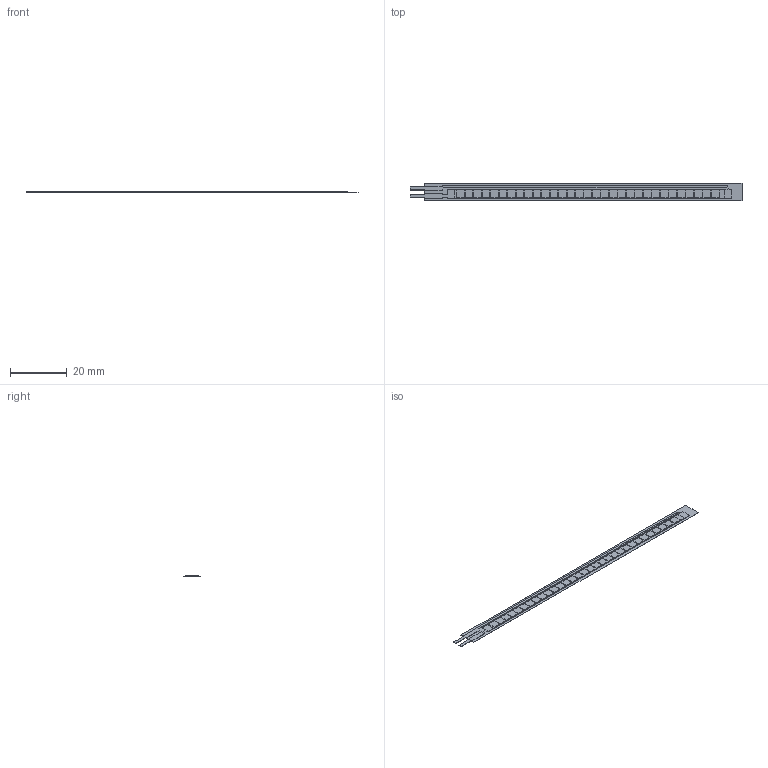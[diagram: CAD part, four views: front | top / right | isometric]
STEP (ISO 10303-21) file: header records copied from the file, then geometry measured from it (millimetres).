
FILE_DESCRIPTION(/* description */ ('Unknown'),/* implementation_level */ '2;1');
FILE_NAME(/* name */ 'FS-L-095-103-ST',/* time_stamp */ '2023-11-24T09:00:45+02:00',/* author */ ('Unknown'),/* organization */ ('Unknown'),/* preprocessor_version */ 'ST-DEVELOPER v18.102',/* originating_system */ 'Solid Edge',/* authorisation */ 'Unknown');
FILE_SCHEMA (('AUTOMOTIVE_DESIGN {1 0 10303 214 3 1 1}'));
Length unit declared in the file: millimetre
Products named in the file (1): FS-L-095-103-ST
Bounding box: 117.24 x 6.35 x 0.35 mm (x, y, z)
Volume: 134 mm3; surface area: 1573.6 mm2
Topology: 1 solids, 1 shells, 215 faces, 530 edges, 348 vertices
Faces by surface type: plane 195, cylinder 12, torus 8
Entity records: 7762 total; most frequent: CARTESIAN_POINT 1106, ORIENTED_EDGE 1060, DIRECTION 990, EDGE_CURVE 530, LINE 494, VECTOR 494, VERTEX_POINT 348, AXIS2_PLACEMENT_3D 248
